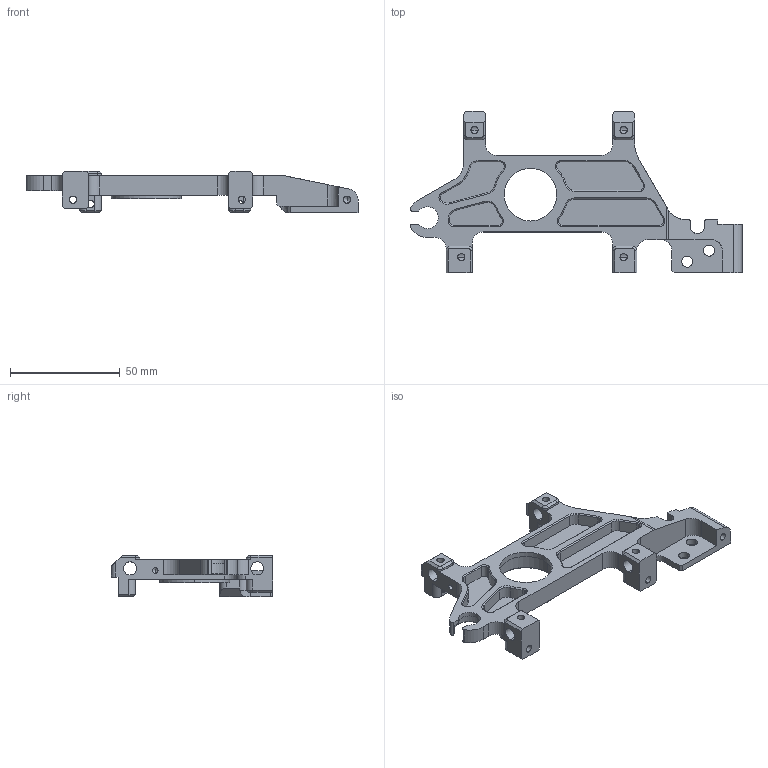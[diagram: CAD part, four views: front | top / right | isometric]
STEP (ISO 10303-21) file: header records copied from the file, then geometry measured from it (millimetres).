
FILE_DESCRIPTION (( 'STEP AP214' ), '1' );
FILE_NAME ('Support cellule Av avec taraudage.STEP', '2023-02-19T10:33:54', ( '' ), ( '' ), 'SwSTEP 2.0', 'SolidWorks 2019', '' );
FILE_SCHEMA (( 'AUTOMOTIVE_DESIGN' ));
Length unit declared in the file: millimetre
Products named in the file (1): Support cellule Av avec taraudage
Bounding box: 151.43 x 73.5 x 19 mm (x, y, z)
Volume: 32317 mm3; surface area: 20217.7 mm2
Topology: 1 solids, 1 shells, 284 faces, 754 edges, 469 vertices
Faces by surface type: cylinder 115, plane 114, cone 55
Entity records: 9264 total; most frequent: CARTESIAN_POINT 1753, DIRECTION 1554, ORIENTED_EDGE 1492, EDGE_CURVE 746, AXIS2_PLACEMENT_3D 546, VERTEX_POINT 469, LINE 462, VECTOR 462
